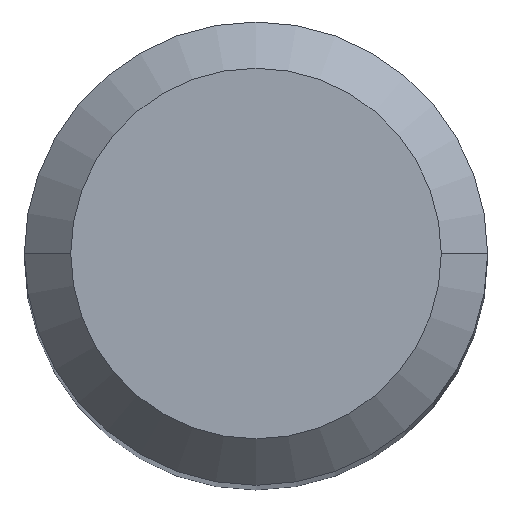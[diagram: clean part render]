
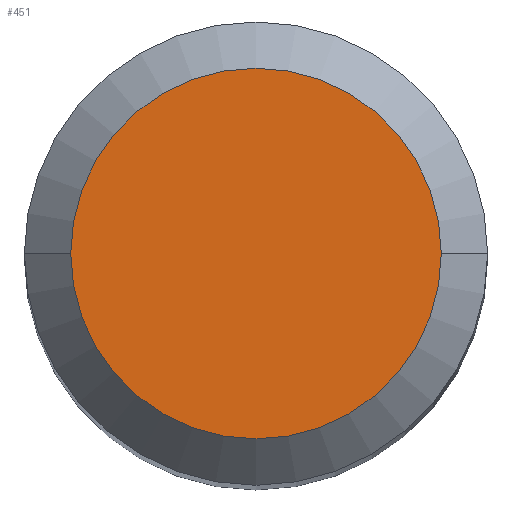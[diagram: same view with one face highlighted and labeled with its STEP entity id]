
A CAD part, top view. The second image highlights one B-rep face of the part: STEP entity #451.
In plain terms, the highlighted planar face has unit normal (0, 0, 1).
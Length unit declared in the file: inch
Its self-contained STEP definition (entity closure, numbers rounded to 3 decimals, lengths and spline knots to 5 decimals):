
#9 = EDGE_CURVE ( 'NONE', #55, #178, #395, .T. ) ;
#27 = CARTESIAN_POINT ( 'NONE',  ( 0., 0., 0. ) ) ;
#55 = VERTEX_POINT ( 'NONE', #305 ) ;
#76 = DIRECTION ( 'NONE',  ( 0., 0., 1. ) ) ;
#94 = ORIENTED_EDGE ( 'NONE', *, *, #281, .T. ) ;
#95 = EDGE_LOOP ( 'NONE', ( #94, #253 ) ) ;
#107 = CIRCLE ( 'NONE', #417, 0.126 ) ;
#112 = DIRECTION ( 'NONE',  ( 1., 0., 0. ) ) ;
#150 = PLANE ( 'NONE',  #489 ) ;
#178 = VERTEX_POINT ( 'NONE', #316 ) ;
#179 = FACE_OUTER_BOUND ( 'NONE', #95, .T. ) ;
#236 = CARTESIAN_POINT ( 'NONE',  ( 0., 0., 0. ) ) ;
#253 = ORIENTED_EDGE ( 'NONE', *, *, #9, .T. ) ;
#259 = DIRECTION ( 'NONE',  ( 0., 0., -1. ) ) ;
#267 = CARTESIAN_POINT ( 'NONE',  ( 0., 0., 0. ) ) ;
#281 = EDGE_CURVE ( 'NONE', #178, #55, #107, .T. ) ;
#305 = CARTESIAN_POINT ( 'NONE',  ( 0.126, 0., 0. ) ) ;
#316 = CARTESIAN_POINT ( 'NONE',  ( -0.126, 0., 0. ) ) ;
#385 = DIRECTION ( 'NONE',  ( 0., 0., 1. ) ) ;
#395 = CIRCLE ( 'NONE', #467, 0.126 ) ;
#417 = AXIS2_PLACEMENT_3D ( 'NONE', #236, #76, #112 ) ;
#424 = DIRECTION ( 'NONE',  ( -1., 0., 0. ) ) ;
#451 = ADVANCED_FACE ( 'NONE', ( #179 ), #150, .F. ) ;
#465 = DIRECTION ( 'NONE',  ( 1., 0., 0. ) ) ;
#467 = AXIS2_PLACEMENT_3D ( 'NONE', #267, #385, #465 ) ;
#489 = AXIS2_PLACEMENT_3D ( 'NONE', #27, #259, #424 ) ;
